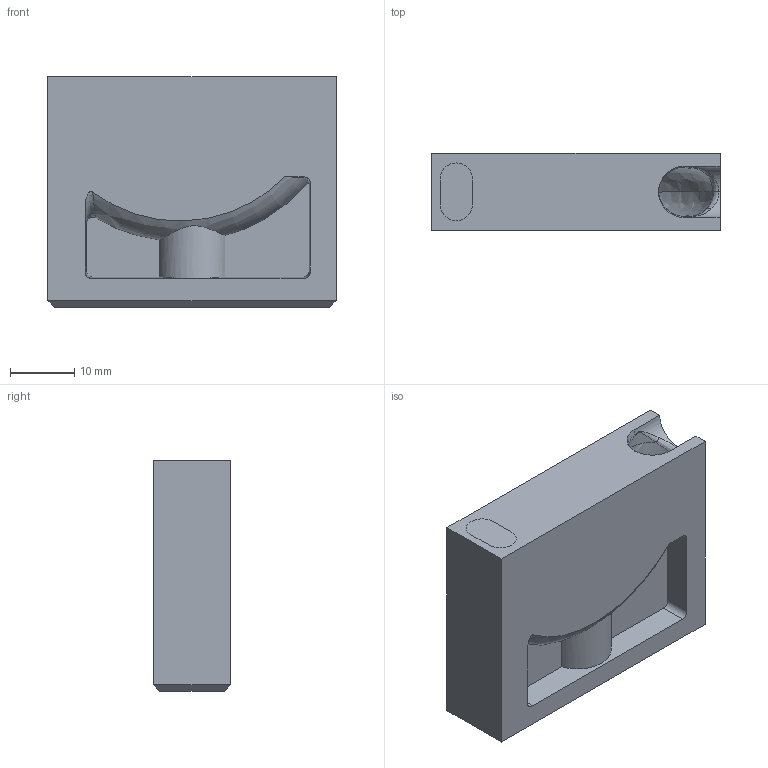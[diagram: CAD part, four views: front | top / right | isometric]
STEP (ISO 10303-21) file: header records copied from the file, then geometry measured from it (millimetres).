
FILE_DESCRIPTION((''),'2;1');
FILE_NAME('TGC4','2005-02-16T',('tmeister'),(''),'PRO/ENGINEER BY PARAMETRIC TECHNOLOGY CORPORATION, 2002390','PRO/ENGINEER BY PARAMETRIC TECHNOLOGY CORPORATION, 2002390','');
FILE_SCHEMA(('CONFIG_CONTROL_DESIGN'));
Length unit declared in the file: millimetre
Products named in the file (1): TGC4
Bounding box: 45 x 12 x 36 mm (x, y, z)
Volume: 14863.1 mm3; surface area: 7401 mm2
Topology: 1 solids, 6 shells, 97 faces, 327 edges, 249 vertices
Faces by surface type: bspline 36, plane 28, cylinder 17, sphere 8, cone 6, torus 2
Entity records: 8583 total; most frequent: CARTESIAN_POINT 6225, ORIENTED_EDGE 444, DIRECTION 377, EDGE_CURVE 230, VERTEX_POINT 142, VECTOR 133, LINE 133, AXIS2_PLACEMENT_3D 122
